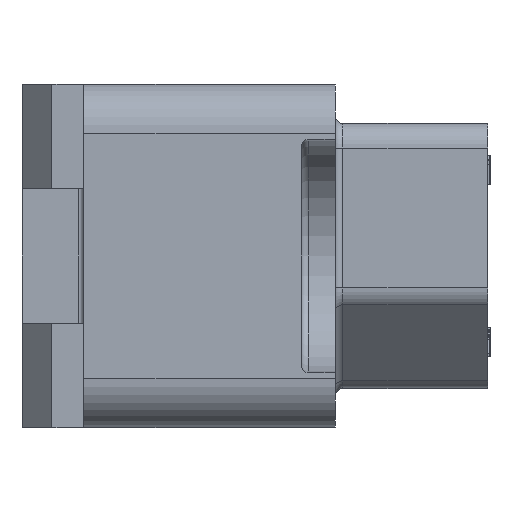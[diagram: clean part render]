
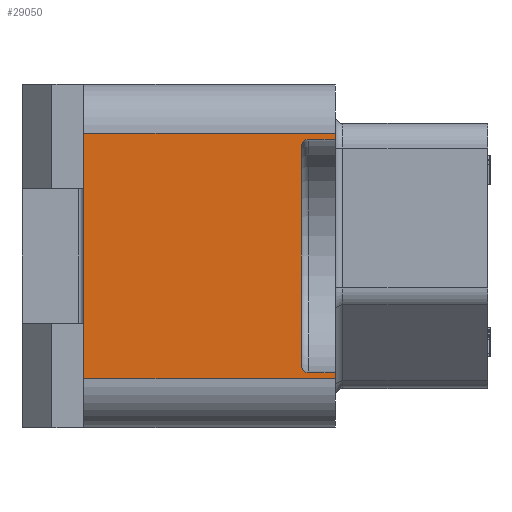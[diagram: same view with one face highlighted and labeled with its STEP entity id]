
A CAD part, left-side view. The second image highlights one B-rep face of the part: STEP entity #29050.
In plain terms, the highlighted planar face has unit normal (-1, 0, 0).
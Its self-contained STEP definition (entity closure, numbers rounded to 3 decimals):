
#1642=DIRECTION('',(0.,-1.,0.));
#1643=VECTOR('',#1642,10.25);
#1644=CARTESIAN_POINT('',(-40.,10.25,5.));
#1645=LINE('',#1644,#1643);
#1651=DIRECTION('',(0.,0.,1.));
#1652=VECTOR('',#1651,8.9);
#1653=CARTESIAN_POINT('',(-40.,1.4,-4.45));
#1654=LINE('',#1653,#1652);
#1655=DIRECTION('',(0.,1.,0.));
#1656=VECTOR('',#1655,1.1);
#1657=CARTESIAN_POINT('',(-40.,0.,-4.75));
#1658=LINE('',#1657,#1656);
#1659=DIRECTION('',(0.,0.,-1.));
#1660=VECTOR('',#1659,0.25);
#1661=CARTESIAN_POINT('',(-40.,0.,-4.75));
#1662=LINE('',#1661,#1660);
#1663=DIRECTION('',(0.,0.,-1.));
#1664=VECTOR('',#1663,0.25);
#1665=CARTESIAN_POINT('',(-40.,0.,5.));
#1666=LINE('',#1665,#1664);
#1667=DIRECTION('',(0.,1.,0.));
#1668=VECTOR('',#1667,1.1);
#1669=CARTESIAN_POINT('',(-40.,0.,4.75));
#1670=LINE('',#1669,#1668);
#1694=CARTESIAN_POINT('',(-40.,1.1,-4.45));
#1695=DIRECTION('',(1.,0.,0.));
#1696=DIRECTION('',(0.,0.,-1.));
#1697=AXIS2_PLACEMENT_3D('',#1694,#1695,#1696);
#1718=CARTESIAN_POINT('',(-40.,1.1,4.45));
#1719=DIRECTION('',(1.,0.,0.));
#1720=DIRECTION('',(0.,1.,0.));
#1721=AXIS2_PLACEMENT_3D('',#1718,#1719,#1720);
#1922=DIRECTION('',(0.,0.,-1.));
#1923=VECTOR('',#1922,10.);
#1924=CARTESIAN_POINT('',(-40.,10.25,5.));
#1925=LINE('',#1924,#1923);
#1975=DIRECTION('',(0.,1.,0.));
#1976=VECTOR('',#1975,10.25);
#1977=CARTESIAN_POINT('',(-40.,0.,-5.));
#1978=LINE('',#1977,#1976);
#22526=CARTESIAN_POINT('',(-40.,0.,5.));
#22527=VERTEX_POINT('',#22526);
#22528=CARTESIAN_POINT('',(-40.,10.25,5.));
#22529=VERTEX_POINT('',#22528);
#22534=CARTESIAN_POINT('',(-40.,10.25,-5.));
#22535=VERTEX_POINT('',#22534);
#22536=CARTESIAN_POINT('',(-40.,0.,-5.));
#22537=VERTEX_POINT('',#22536);
#22546=CARTESIAN_POINT('',(-40.,0.,-4.75));
#22548=VERTEX_POINT('',#22546);
#22552=CARTESIAN_POINT('',(-40.,0.,4.75));
#22553=VERTEX_POINT('',#22552);
#22763=CARTESIAN_POINT('',(-40.,1.4,-4.45));
#22765=VERTEX_POINT('',#22763);
#22767=CARTESIAN_POINT('',(-40.,1.1,-4.75));
#22769=VERTEX_POINT('',#22767);
#22774=CARTESIAN_POINT('',(-40.,1.4,4.45));
#22775=VERTEX_POINT('',#22774);
#22776=CARTESIAN_POINT('',(-40.,1.1,4.75));
#22777=VERTEX_POINT('',#22776);
#29026=CARTESIAN_POINT('',(-40.,0.,7.));
#29027=DIRECTION('',(-1.,0.,0.));
#29028=DIRECTION('',(0.,1.,0.));
#29029=AXIS2_PLACEMENT_3D('',#29026,#29027,#29028);
#29030=PLANE('',#29029);
#29032=ORIENTED_EDGE('',*,*,#29031,.F.);
#29034=ORIENTED_EDGE('',*,*,#29033,.F.);
#29036=ORIENTED_EDGE('',*,*,#29035,.F.);
#29037=ORIENTED_EDGE('',*,*,#28836,.T.);
#29039=ORIENTED_EDGE('',*,*,#29038,.T.);
#29041=ORIENTED_EDGE('',*,*,#29040,.F.);
#29042=ORIENTED_EDGE('',*,*,#29019,.T.);
#29043=ORIENTED_EDGE('',*,*,#28844,.T.);
#29045=ORIENTED_EDGE('',*,*,#29044,.T.);
#29047=ORIENTED_EDGE('',*,*,#29046,.F.);
#29048=EDGE_LOOP('',(#29032,#29034,#29036,#29037,#29039,#29041,#29042,#29043,
#29045,#29047));
#29049=FACE_OUTER_BOUND('',#29048,.F.);
#29050=ADVANCED_FACE('',(#29049),#29030,.T.);
#1698=CIRCLE('',#1697,0.3);
#1722=CIRCLE('',#1721,0.3);
#28836=EDGE_CURVE('',#22548,#22537,#1662,.T.);
#28844=EDGE_CURVE('',#22527,#22553,#1666,.T.);
#29019=EDGE_CURVE('',#22529,#22527,#1645,.T.);
#29031=EDGE_CURVE('',#22765,#22775,#1654,.T.);
#29033=EDGE_CURVE('',#22769,#22765,#1698,.T.);
#29035=EDGE_CURVE('',#22548,#22769,#1658,.T.);
#29038=EDGE_CURVE('',#22537,#22535,#1978,.T.);
#29040=EDGE_CURVE('',#22529,#22535,#1925,.T.);
#29044=EDGE_CURVE('',#22553,#22777,#1670,.T.);
#29046=EDGE_CURVE('',#22775,#22777,#1722,.T.);
